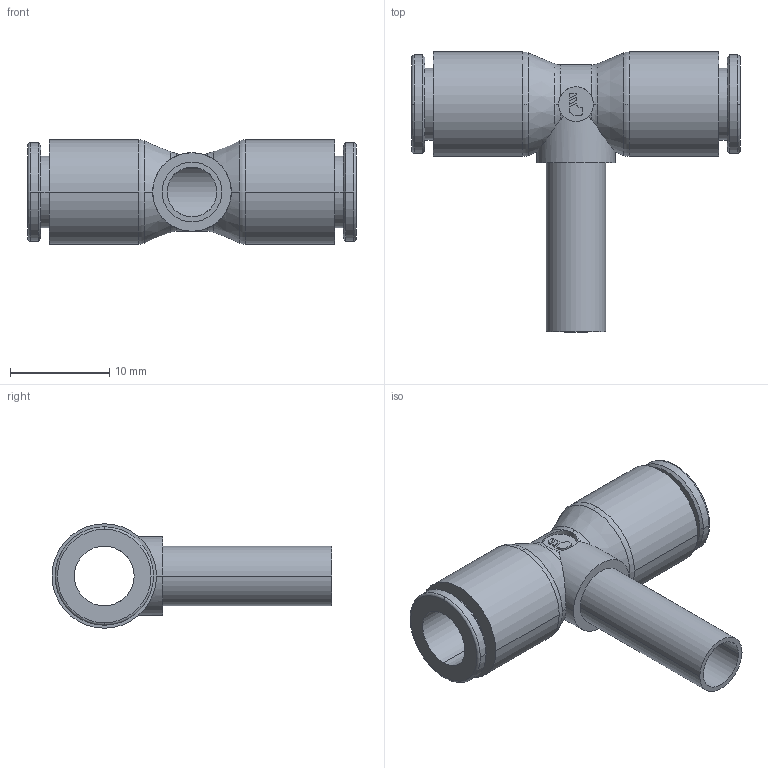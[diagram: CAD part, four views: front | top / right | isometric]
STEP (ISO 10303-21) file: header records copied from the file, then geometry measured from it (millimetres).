
FILE_DESCRIPTION(('STEP AP214'),'1');
FILE_NAME('3188_06_00.stp','2016-07-07T14:59:45',('TraceParts'),('TraceParts S.A.'),'Spatial InterOp 3D',' ',' ');
FILE_SCHEMA(('automotive_design'));
Length unit declared in the file: millimetre
Products named in the file (1): 1
Bounding box: 33 x 28.14 x 10.5 mm (x, y, z)
Volume: 1748.8 mm3; surface area: 2557.3 mm2
Topology: 1 solids, 1 shells, 79 faces, 203 edges, 134 vertices
Faces by surface type: cylinder 32, plane 25, torus 14, cone 8
Entity records: 2839 total; most frequent: CARTESIAN_POINT 818, DIRECTION 452, ORIENTED_EDGE 406, EDGE_CURVE 203, AXIS2_PLACEMENT_3D 188, VERTEX_POINT 134, CIRCLE 104, EDGE_LOOP 91
